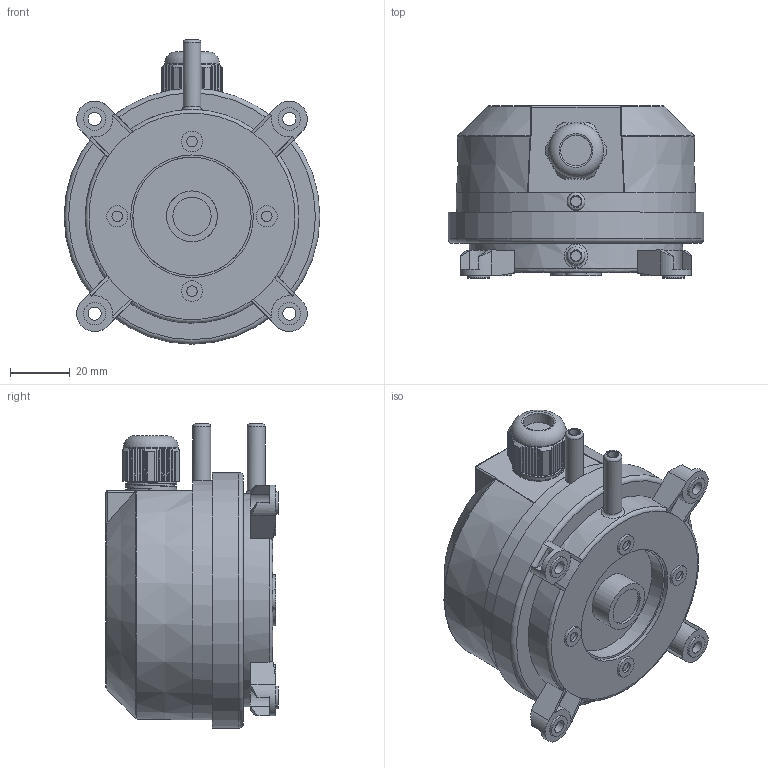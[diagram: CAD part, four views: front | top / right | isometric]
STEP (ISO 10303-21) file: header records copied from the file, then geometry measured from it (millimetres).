
FILE_DESCRIPTION(/* description */ (''),/* implementation_level */ '2;1');
FILE_NAME(/* name */ '984M.stp',/* time_stamp */ '2014-09-26T15:16:09+02:00',/* author */ ('massimo'),/* organization */ (''),/* preprocessor_version */ 'ST-DEVELOPER v15.6',/* originating_system */ 'Autodesk Inventor 2015',/* authorisation */ '');
FILE_SCHEMA (('AUTOMOTIVE_DESIGN { 1 0 10303 214 3 1 1 }'));
Length unit declared in the file: millimetre
Products named in the file (1): 984M
Bounding box: 85.5 x 57.5 x 101.75 mm (x, y, z)
Volume: 262472.9 mm3; surface area: 33694 mm2
Topology: 1 solids, 1 shells, 337 faces, 868 edges, 561 vertices
Faces by surface type: plane 195, cylinder 70, cone 39, torus 17, bspline 11, sphere 5
Full cylindrical faces by diameter (mm): 3.5 x6, 4.4 x4, 5.74 x1, 6 x2, 7 x4, 7.5 x4, 10.2 x1, 12.8 x1, 17 x1, 18.4 x1, 32 x1, 39.6 x1, 41 x1, 71.4 x1, 80 x1, 82 x1, 85.5 x1
Entity records: 11577 total; most frequent: CARTESIAN_POINT 3830, ORIENTED_EDGE 1628, DIRECTION 1438, EDGE_CURVE 814, VERTEX_POINT 549, AXIS2_PLACEMENT_3D 543, EDGE_LOOP 415, LINE 352
